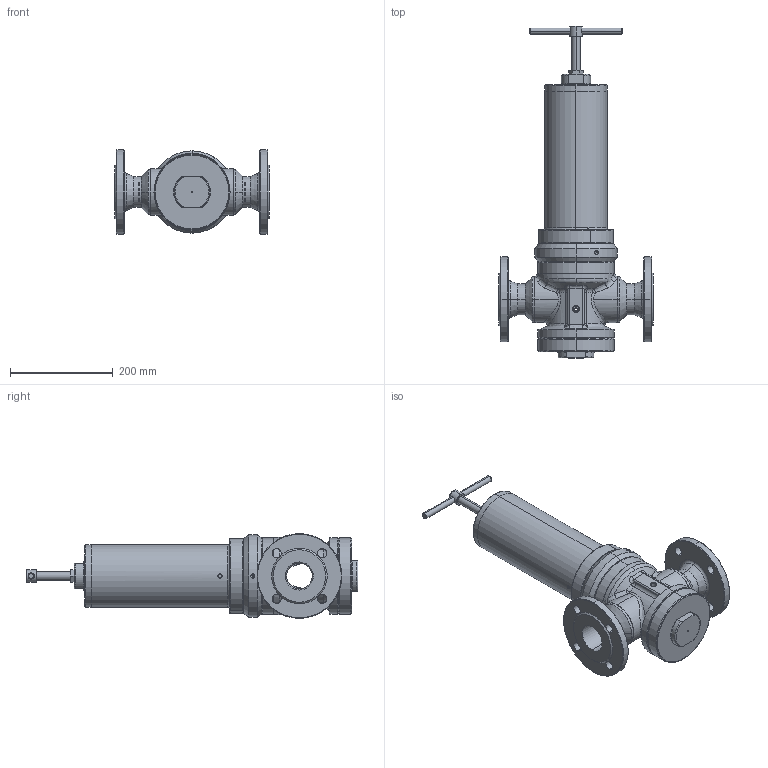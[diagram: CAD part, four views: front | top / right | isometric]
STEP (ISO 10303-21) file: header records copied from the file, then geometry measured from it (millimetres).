
FILE_DESCRIPTION (( 'STEP AP203' ), '1' );
FILE_NAME ('Typ_81-BG_IIIB-D050.STEP', '2021-03-18T08:02:24', ( '' ), ( '' ), 'SwSTEP 2.0', 'SolidWorks 2016', '' );
FILE_SCHEMA (( 'CONFIG_CONTROL_DESIGN' ));
Length unit declared in the file: millimetre
Products named in the file (1): Typ_81-BG_IIIB-D050
Bounding box: 300 x 646 x 165 mm (x, y, z)
Volume: 2969177.5 mm3; surface area: 746325.6 mm2
Topology: 10 solids, 10 shells, 552 faces, 1260 edges, 738 vertices
Faces by surface type: cylinder 183, cone 154, torus 85, plane 76, bspline 54
Entity records: 20441 total; most frequent: CARTESIAN_POINT 8098, DIRECTION 2704, ORIENTED_EDGE 2488, EDGE_CURVE 1244, AXIS2_PLACEMENT_3D 1182, VERTEX_POINT 738, CIRCLE 683, EDGE_LOOP 628
